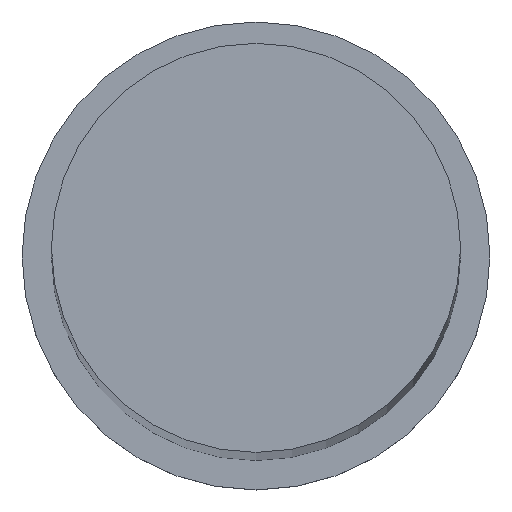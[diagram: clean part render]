
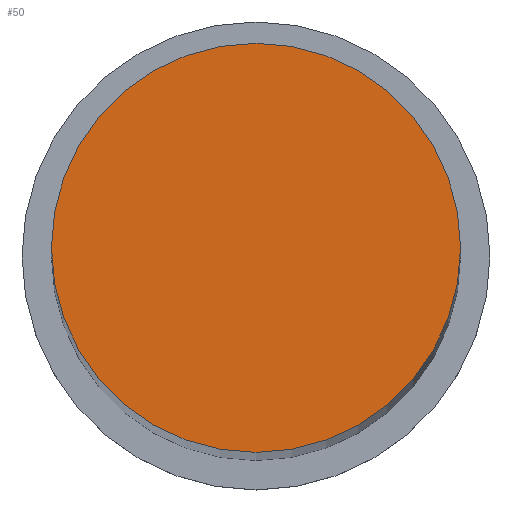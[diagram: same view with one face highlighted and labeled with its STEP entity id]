
A CAD part, top view. The second image highlights one B-rep face of the part: STEP entity #50.
In plain terms, the highlighted planar face has unit normal (0, 0, 1).
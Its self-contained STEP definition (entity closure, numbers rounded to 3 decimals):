
#50=ADVANCED_FACE('Unnamed[1]',(#108),#109,.T.);
#58=EDGE_CURVE('Unnamed[1]',#120,#120,#121,.T.);
#108=FACE_OUTER_BOUND('',#173,.T.);
#109=PLANE('',#174);
#120=VERTEX_POINT('',#189);
#121=CIRCLE('',#190,8.0);
#173=EDGE_LOOP('',(#238));
#174=AXIS2_PLACEMENT_3D('',#239,#240,#241);
#189=CARTESIAN_POINT('',(0.,8.,200.0));
#190=AXIS2_PLACEMENT_3D('',#251,#252,#253);
#238=ORIENTED_EDGE('',*,*,#58,.F.);
#239=CARTESIAN_POINT('',(0.,4.,200.0));
#240=DIRECTION('',(0.,0.,1.0));
#241=DIRECTION('',(0.,-1.0,0.));
#251=CARTESIAN_POINT('',(0.,0.,200.0));
#252=DIRECTION('',(0.,0.,-1.0));
#253=DIRECTION('',(0.,1.0,0.));
